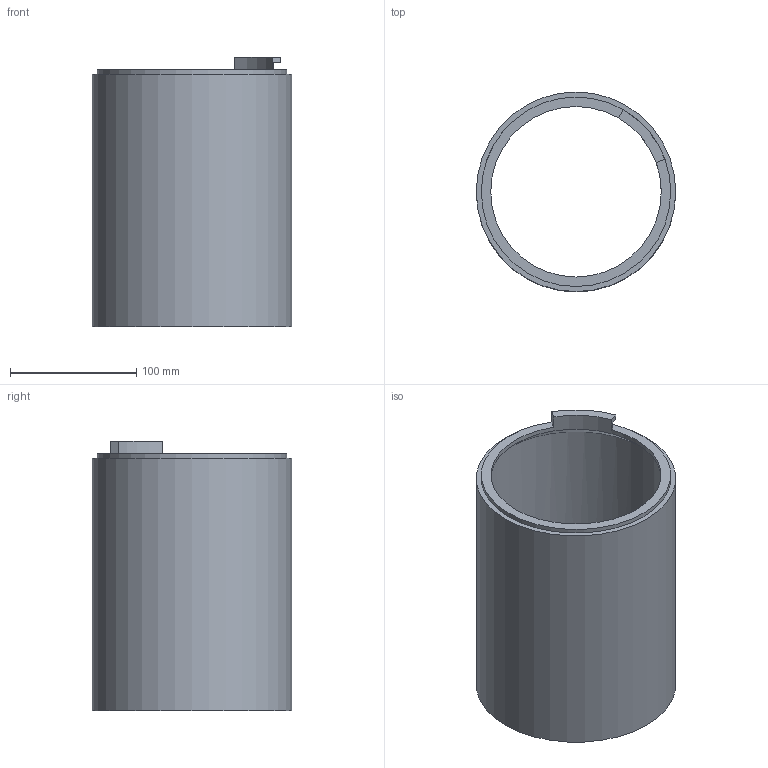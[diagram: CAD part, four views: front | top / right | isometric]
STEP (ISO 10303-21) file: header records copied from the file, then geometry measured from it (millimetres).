
FILE_DESCRIPTION(/* description */ (''),/* implementation_level */ '2;1');
FILE_NAME(/* name */ 'ex-vent v6.step',/* time_stamp */ '2024-01-22T14:41:53-08:00',/* author */ (''),/* organization */ (''),/* preprocessor_version */ 'ST-DEVELOPER v20',/* originating_system */ 'Autodesk Translation Framework v12.14.0.127',/* authorisation */ '');
FILE_SCHEMA (('AUTOMOTIVE_DESIGN { 1 0 10303 214 3 1 1 }'));
Length unit declared in the file: millimetre
Products named in the file (1): ex-vent
Bounding box: 158 x 158 x 213.5 mm (x, y, z)
Volume: 381182.2 mm3; surface area: 214731 mm2
Topology: 1 solids, 1 shells, 23 faces, 62 edges, 41 vertices
Faces by surface type: plane 10, cylinder 9, bspline 3, cone 1
Full cylindrical faces by diameter (mm): 135 x1, 150 x1, 151 x4, 158 x1
Entity records: 1710 total; most frequent: CARTESIAN_POINT 1118, ORIENTED_EDGE 124, DIRECTION 104, EDGE_CURVE 62, VERTEX_POINT 41, AXIS2_PLACEMENT_3D 38, LINE 28, VECTOR 28
